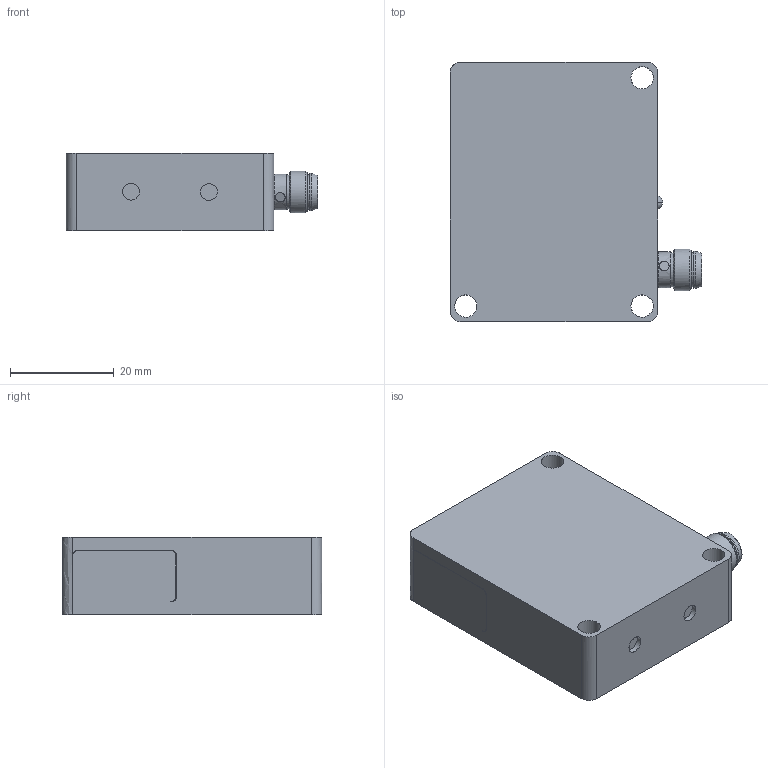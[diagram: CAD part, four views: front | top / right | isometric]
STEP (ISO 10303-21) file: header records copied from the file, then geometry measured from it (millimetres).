
FILE_DESCRIPTION(('FreeCAD Model'),'2;1');
FILE_NAME('ORV 51 M xxxx xxK-TSSL.step', '2016-11-25T13:01:49',('FreeCAD'),('FreeCAD'), 'Open CASCADE STEP processor 6.7','FreeCAD','Unknown');
FILE_SCHEMA(('AUTOMOTIVE_DESIGN_CC2 { 1 2 10303 214 -1 1 5 4 }'));
Length unit declared in the file: millimetre
Products named in the file (1): ORV_51_M_xxxx_xxK_TSSL
Bounding box: 48.5 x 50 x 15 mm (x, y, z)
Volume: 29445.8 mm3; surface area: 7695.1 mm2
Topology: 1 solids, 4 shells, 120 faces, 285 edges, 186 vertices
Faces by surface type: bspline 120
Entity records: 12545 total; most frequent: CARTESIAN_POINT 8671, B_SPLINE_CURVE_WITH_KNOTS 581, ORIENTED_EDGE 560, PCURVE 560, DEFINITIONAL_REPRESENTATION 560, EDGE_CURVE 280, SURFACE_CURVE 250, VERTEX_POINT 186
